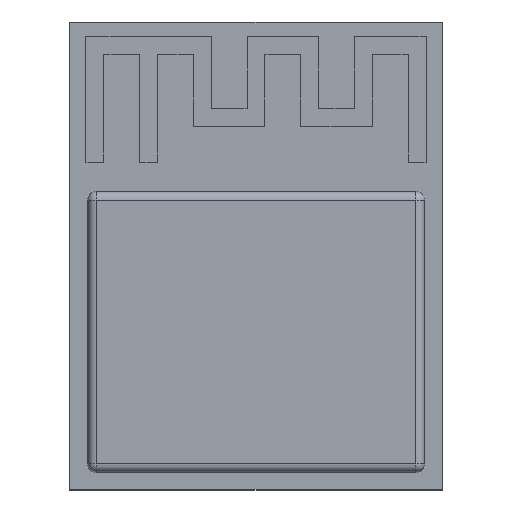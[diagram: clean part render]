
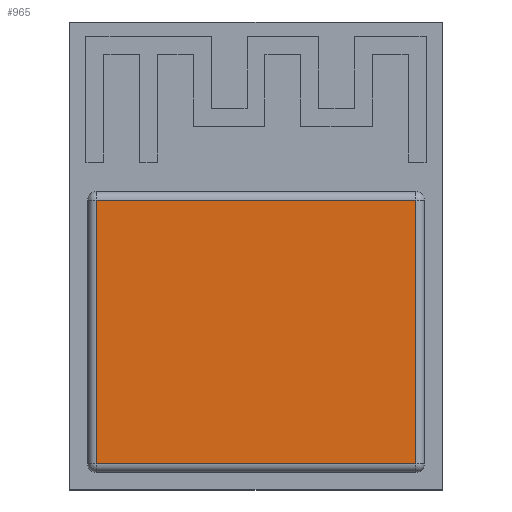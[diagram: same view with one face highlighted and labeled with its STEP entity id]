
A CAD part, top view. The second image highlights one B-rep face of the part: STEP entity #965.
In plain terms, the highlighted planar face has unit normal (0, 0, 1).
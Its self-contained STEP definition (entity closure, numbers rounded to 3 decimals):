
#13=DIRECTION('',(0.,0.,1.));
#14=DIRECTION('',(1.,0.,0.));
#33=VECTOR('',#34,1.);
#34=DIRECTION('',(0.,1.,0.));
#53=VECTOR('',#14,1.);
#857=VERTEX_POINT('',#858);
#858=CARTESIAN_POINT('',(-5.675,-4.675,2.4));
#873=ORIENTED_EDGE('',*,*,#874,.T.);
#874=EDGE_CURVE('',#857,#875,#877,.T.);
#875=VERTEX_POINT('',#876);
#876=CARTESIAN_POINT('',(5.675,-4.675,2.4));
#877=LINE('',#878,#53);
#878=CARTESIAN_POINT('',(-5.975,-4.675,2.4));
#899=ORIENTED_EDGE('',*,*,#900,.T.);
#900=EDGE_CURVE('',#875,#901,#903,.T.);
#901=VERTEX_POINT('',#902);
#902=CARTESIAN_POINT('',(5.675,4.675,2.4));
#903=LINE('',#904,#33);
#904=CARTESIAN_POINT('',(5.675,-4.975,2.4));
#929=VERTEX_POINT('',#930);
#930=CARTESIAN_POINT('',(-5.675,4.675,2.4));
#934=EDGE_CURVE('',#929,#901,#935,.T.);
#935=LINE('',#936,#53);
#936=CARTESIAN_POINT('',(-5.975,4.675,2.4));
#953=EDGE_CURVE('',#857,#929,#954,.T.);
#954=LINE('',#955,#33);
#955=CARTESIAN_POINT('',(-5.675,-4.975,2.4));
#965=ADVANCED_FACE('',(#966),#970,.T.);
#966=FACE_BOUND('',#967,.T.);
#967=EDGE_LOOP('',(#968,#969,#873,#899));
#968=ORIENTED_EDGE('',*,*,#934,.F.);
#969=ORIENTED_EDGE('',*,*,#953,.F.);
#970=PLANE('',#971);
#971=AXIS2_PLACEMENT_3D('',#972,#13,#14);
#972=CARTESIAN_POINT('',(-5.975,-4.975,2.4));
